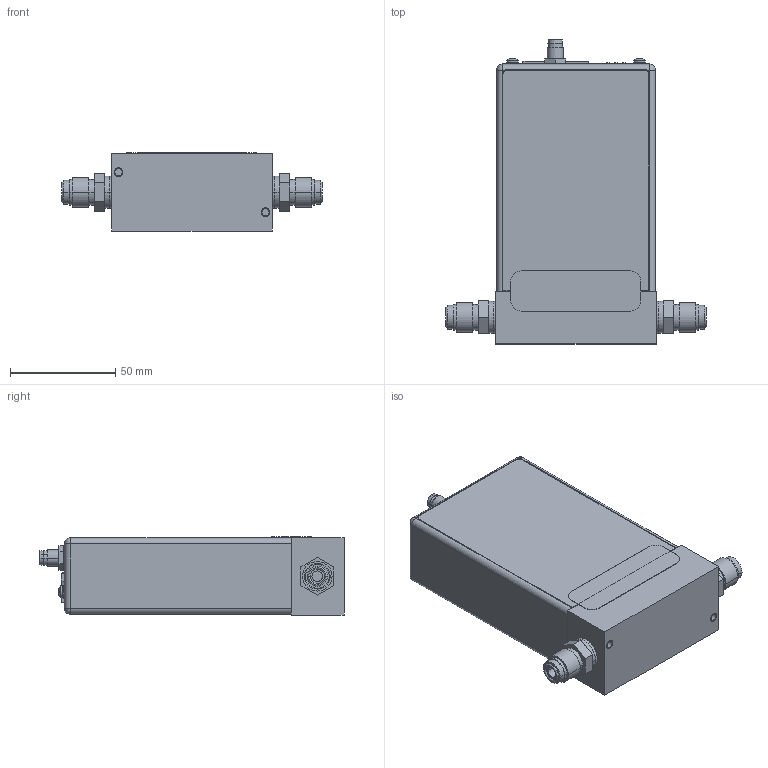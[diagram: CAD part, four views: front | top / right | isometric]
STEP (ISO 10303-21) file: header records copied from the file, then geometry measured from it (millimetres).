
FILE_DESCRIPTION((''),'2;1');
FILE_NAME('1040814_FOR_STP_ASM','2014-07-22T',('cockrofm'),(''),'PRO/ENGINEER BY PARAMETRIC TECHNOLOGY CORPORATION, 2011490','PRO/ENGINEER BY PARAMETRIC TECHNOLOGY CORPORATION, 2011490','');
FILE_SCHEMA(('CONFIG_CONTROL_DESIGN'));
Length unit declared in the file: inch
Products named in the file (23): 1041553_FLOWBODY_NOT-USED; 116407-P1; 119643-P3; 1053479_RJ45_DOUBLE_CONN; 1007235_CONN_RJ45; 1053737-002_ASM; 1053764_ENCLOSURE_ETHERCAT; 1042639-001_FRT; 1053560_LABEL_TOP_ETHERCAT; 1055979_PWB; 1054851; 1054847_NUT; 1043471_LED; 1043472_LED; 1053585_SWITCH; 1055980_CCA_ASSY_ASM; 1200905080; 1200905080_NUT; 1053806_LABEL; 122676; 1011702-002_4-40_PAN-HD-SEMS; PLP2-215; 1040814_FOR_STP_ASM
Assembly tree (29 placements, depth 3):
  1040814_FOR_STP_ASM
    1041553_FLOWBODY_NOT-USED
    116407-P1  x2
    119643-P3
    1053737-002_ASM
      1053479_RJ45_DOUBLE_CONN
      1007235_CONN_RJ45
    1053764_ENCLOSURE_ETHERCAT
    1042639-001_FRT
    1053560_LABEL_TOP_ETHERCAT
    1055980_CCA_ASSY_ASM
      1055979_PWB
      1054851
      1054847_NUT
      1043471_LED
      1043472_LED  x2
      1053585_SWITCH  x3
    1200905080
    1200905080_NUT
    1053806_LABEL
    122676
    1011702-002_4-40_PAN-HD-SEMS  x2
    PLP2-215  x3
Bounding box: 123.95 x 144.53 x 37.08 mm (x, y, z)
Volume: 107732.8 mm3; surface area: 111921.4 mm2
Topology: 27 solids, 29 shells, 994 faces, 2376 edges, 1507 vertices
Faces by surface type: plane 607, cylinder 285, bspline 40, torus 28, cone 20, sphere 14
Entity records: 23566 total; most frequent: CARTESIAN_POINT 4574, DIRECTION 3956, ORIENTED_EDGE 3712, EDGE_CURVE 1860, AXIS2_PLACEMENT_3D 1336, VECTOR 1284, LINE 1284, VERTEX_POINT 1187
